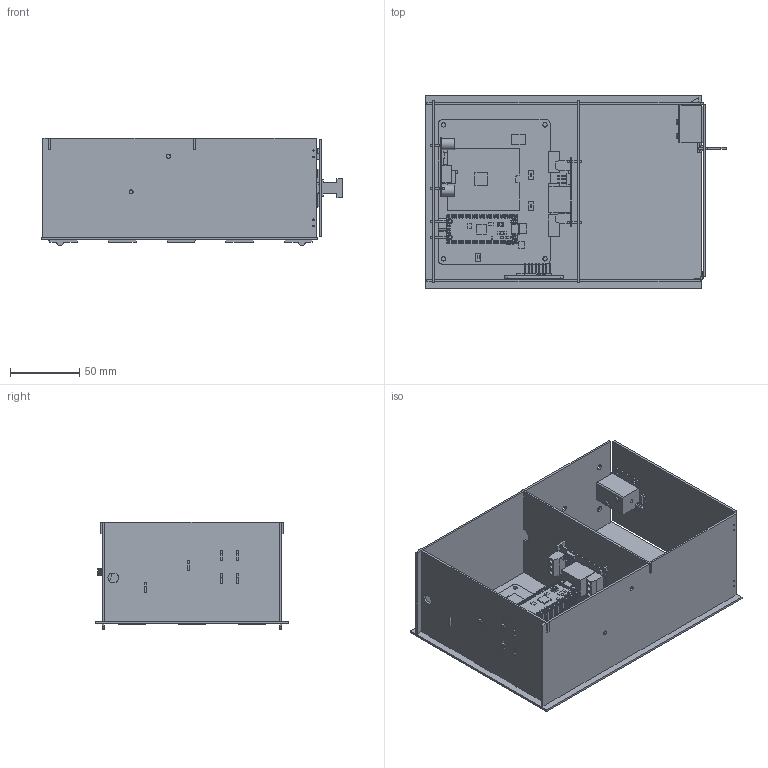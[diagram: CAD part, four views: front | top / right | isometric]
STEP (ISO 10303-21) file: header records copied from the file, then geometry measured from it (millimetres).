
FILE_DESCRIPTION(/* description */ (''),/* implementation_level */ '2;1');
FILE_NAME(/* name */ 'Together1 v25.step',/* time_stamp */ '2025-07-08T15:08:51+02:00',/* author */ (''),/* organization */ (''),/* preprocessor_version */ 'ST-DEVELOPER v20.1',/* originating_system */ 'Autodesk Translation Framework v14.10.0.0',/* authorisation */ '');
FILE_SCHEMA (('AUTOMOTIVE_DESIGN { 1 0 10303 214 3 1 1 }'));
Length unit declared in the file: millimetre
Products named in the file (35): Together1; RFID PCB; Base1; Floor; South; North; West; East; PCB shelves; TT04 Demo PCB; Door1; Door Lock; Relay Module; Handle1; Handle2; PICO; PICO_assm_140121.STEP; PICO_REF_BOARD.STEP; PICO_REF_USB.STEP; PICO_REF_SWITCH.STEP; PICO_REF_MICROCONTROLLER.STEP; PICO_REF_LED.STEP; PICO_REF_ONSEMI.STEP; PICO_BOURNS.STEP; PICO_RICHTEK.STEP; PICO_DIODES.STEP; PICO_AEL.STEP; PICO_WINBOND.STEP; PICO_MURATA.STEP; PICO_PINS; RPi Shelf; brass hinge; A; B; Buck Converter
Assembly tree (41 placements, depth 4):
  Together1
    RFID PCB
    Base1
      PCB shelves  x6
      Floor
      South
      North
      West
      East
    TT04 Demo PCB
    Door1
    Door Lock
    Relay Module
    Handle1
    Handle2
    PICO
      PICO_assm_140121.STEP
        PICO_REF_BOARD.STEP
        PICO_REF_USB.STEP
        PICO_REF_SWITCH.STEP
        PICO_REF_MICROCONTROLLER.STEP
        PICO_REF_LED.STEP
        PICO_REF_ONSEMI.STEP
        PICO_BOURNS.STEP
        PICO_MURATA.STEP  x2
        PICO_RICHTEK.STEP
        PICO_DIODES.STEP
        PICO_AEL.STEP
        PICO_WINBOND.STEP
        PICO_PINS
    RPi Shelf  x2
    brass hinge
      A
      B
    Buck Converter
Bounding box: 218 x 140 x 77.5 mm (x, y, z)
Volume: 181684.8 mm3; surface area: 234302.6 mm2
Topology: 140 solids, 140 shells, 1938 faces, 5044 edges, 3407 vertices
Faces by surface type: plane 1711, cylinder 219, cone 4, bspline 2, torus 2
Full cylindrical faces by diameter (mm): 1 x59, 1.3 x2, 1.5 x4, 2.1 x4, 2.2 x1, 2.25 x1, 3 x14, 3.2 x4, 3.4 x6, 4 x7, 8 x2
Entity records: 56977 total; most frequent: CARTESIAN_POINT 10179, ORIENTED_EDGE 9380, DIRECTION 9014, EDGE_CURVE 4690, LINE 3998, VECTOR 3998, VERTEX_POINT 3171, AXIS2_PLACEMENT_3D 2508
